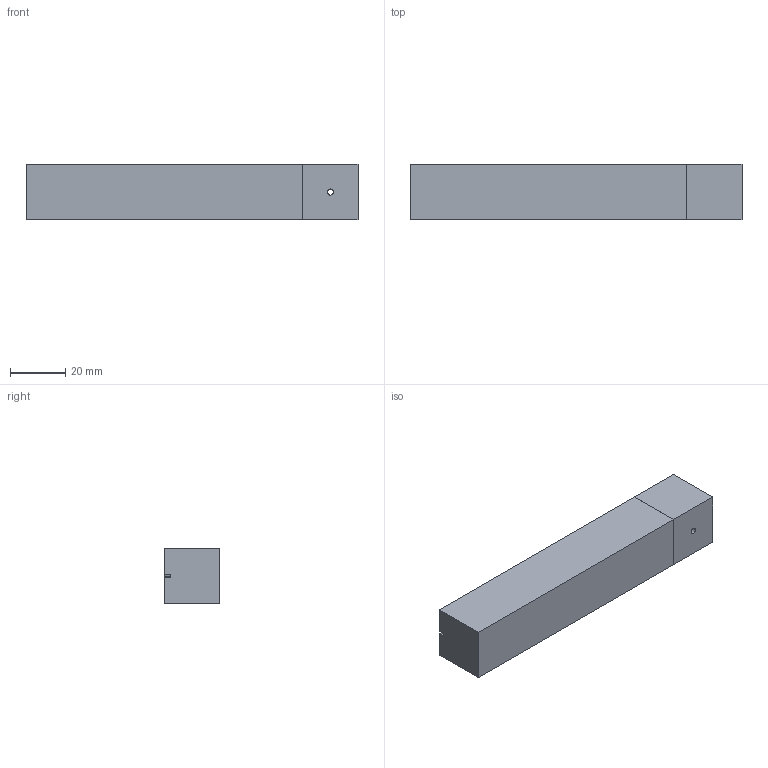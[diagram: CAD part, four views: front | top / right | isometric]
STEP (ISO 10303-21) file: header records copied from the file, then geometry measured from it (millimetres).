
FILE_DESCRIPTION (( 'STEP AP203' ), '1' );
FILE_NAME ('Assemblage_rail_G_vertic_horiz.STEP', '2021-07-06T07:38:16', ( 'utilisateur' ), ( 'Hewlett-Packard Company' ), 'SwSTEP 2.0', 'SolidWorks 2014', '' );
FILE_SCHEMA (( 'CONFIG_CONTROL_DESIGN' ));
Length unit declared in the file: millimetre
Products named in the file (3): Assemblage_rail_G_vertic_horiz; rail_G_verticale_carré; rail2.0_sans_ferm
Assembly tree (2 placements, depth 2):
  Assemblage_rail_G_vertic_horiz
    rail_G_verticale_carré
    rail2.0_sans_ferm
Bounding box: 120 x 20 x 20.02 mm (x, y, z)
Volume: 46224.9 mm3; surface area: 13288.7 mm2
Topology: 2 solids, 2 shells, 51 faces, 132 edges, 78 vertices
Faces by surface type: cylinder 20, plane 19, cone 12
Entity records: 1789 total; most frequent: DIRECTION 274, CARTESIAN_POINT 254, ORIENTED_EDGE 240, EDGE_CURVE 120, AXIS2_PLACEMENT_3D 98, LINE 78, VERTEX_POINT 78, VECTOR 78
